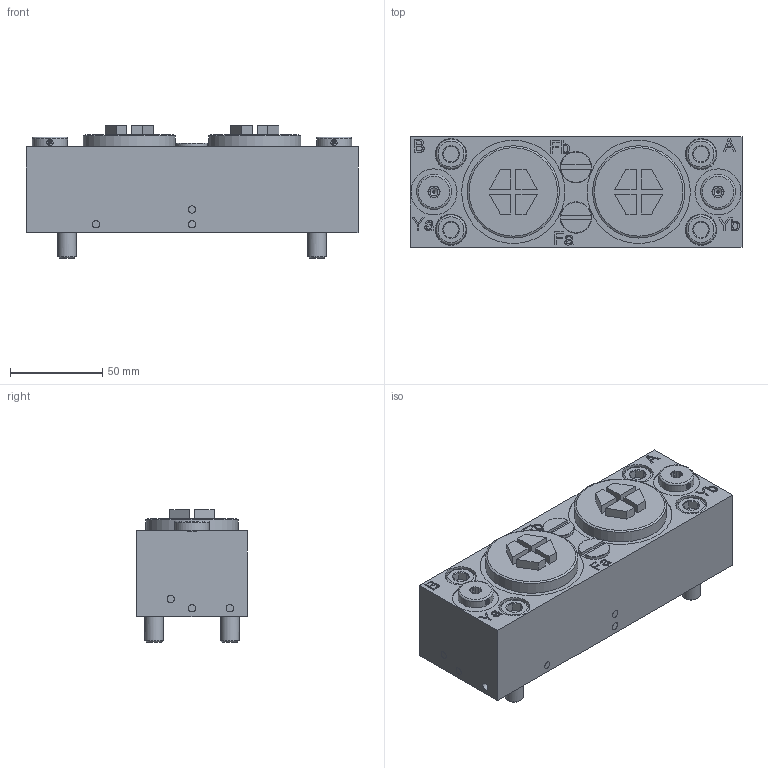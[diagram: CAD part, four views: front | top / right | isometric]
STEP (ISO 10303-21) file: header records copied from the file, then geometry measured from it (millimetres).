
FILE_DESCRIPTION(/* description */ ('Unknown'),/* implementation_level */ '2;1');
FILE_NAME(/* name */ 'AP-2230-545_STEP',/* time_stamp */ '2022-01-06T08:04:49+01:00',/* author */ ('Unknown'),/* organization */ ('Unknown'),/* preprocessor_version */ 'ST-DEVELOPER v16.7',/* originating_system */ 'DEX',/* authorisation */ $);
FILE_SCHEMA (('AUTOMOTIVE_DESIGN {1 0 10303 214 3 1 1}'));
Length unit declared in the file: millimetre
Products named in the file (27): 1435641_ANSCHLUSSBLOCK 22BFY_000195473; 1444768_AUFBAUPLATTE AP22TWIN - BFY_000195467_oa_0; 1441595_DBV GEHAEUSE_000195466_oa_1; 1441595_DBV GEHAEUSE_000195466_oa_2; 1243072_Ventilkegel_000191018_oa_3; 1243072_Ventilkegel_000191018_oa_4; 1243074_Überdruckventilfeder_000191019_oa_5; 1243074_Überdruckventilfeder_000191019_oa_6; 1441594_Dichtung_000189054_oa_7; 1441594_Dichtung_000189054_oa_8; 1441690_STOPFEN DBV M15X1_000200220_oa_9; 1441690_STOPFEN DBV M15X1_000200220_oa_10; Schraube  AAA 1097 Screw_DIN_912_M10x50_12.9_oa_11; Schraube  AAA 1097 Screw_DIN_912_M10x50_12.9_oa_12; Schraube  AAA 1097 Screw_DIN_912_M10x50_12.9_oa_13; Schraube  AAA 1097 Screw_DIN_912_M10x50_12.9_oa_14; 1441720_KUNSTSTOFF SCHRAUBSTOPFEN_000195468_oa_15; 1441720_KUNSTSTOFF SCHRAUBSTOPFEN_000195468_oa_16; 1441691_O-RING_000194657; 1432918_Verschluss-Stopfen für Einschraublöcher_000118734_oa_17; 1432918_Verschluss-Stopfen für Einschraublöcher_000118734_oa_18; SK 550- 040 4,0; SK 550- 040 4,0_oa_19; SK 550- 040 4,0_oa_20; Teil  AAB 4069_oa_21; SK 550- 040 4,0_oa_22; Teil  AAB 4069_oa_23
Assembly tree (29 placements, depth 2):
  1435641_ANSCHLUSSBLOCK 22BFY_000195473
    1444768_AUFBAUPLATTE AP22TWIN - BFY_000195467_oa_0
    1441595_DBV GEHAEUSE_000195466_oa_1
    1441595_DBV GEHAEUSE_000195466_oa_2
    1243072_Ventilkegel_000191018_oa_3
    1243072_Ventilkegel_000191018_oa_4
    1243074_Überdruckventilfeder_000191019_oa_5
    1243074_Überdruckventilfeder_000191019_oa_6
    1441594_Dichtung_000189054_oa_7
    1441594_Dichtung_000189054_oa_8
    1441690_STOPFEN DBV M15X1_000200220_oa_9
    1441690_STOPFEN DBV M15X1_000200220_oa_10
    Schraube  AAA 1097 Screw_DIN_912_M10x50_12.9_oa_11
    Schraube  AAA 1097 Screw_DIN_912_M10x50_12.9_oa_12
    Schraube  AAA 1097 Screw_DIN_912_M10x50_12.9_oa_13
    Schraube  AAA 1097 Screw_DIN_912_M10x50_12.9_oa_14
    1441720_KUNSTSTOFF SCHRAUBSTOPFEN_000195468_oa_15
    1441720_KUNSTSTOFF SCHRAUBSTOPFEN_000195468_oa_16
    1441691_O-RING_000194657  x2
    1432918_Verschluss-Stopfen für Einschraublöcher_000118734_oa_17
    1432918_Verschluss-Stopfen für Einschraublöcher_000118734_oa_18
    SK 550- 040 4,0  x3
    SK 550- 040 4,0_oa_19
    SK 550- 040 4,0_oa_20
    Teil  AAB 4069_oa_21
    SK 550- 040 4,0_oa_22
    Teil  AAB 4069_oa_23
Bounding box: 180 x 60 x 72 mm (x, y, z)
Volume: 198551.2 mm3; surface area: 106218.1 mm2
Topology: 29 solids, 29 shells, 632 faces, 1580 edges, 1045 vertices
Faces by surface type: plane 407, cylinder 120, cone 63, bspline 24, torus 18
Full cylindrical faces by diameter (mm): 2.5 x2, 3.36 x2, 4 x16, 6.2 x2, 10 x4, 10.5 x4, 11.2 x2, 11.445 x2, 13.157 x2, 13.917 x2, 15 x4, 15.1 x2, 16 x4, 17 x6, 19 x2, 22 x2, 25 x2, 35.2 x2, 38.952 x2, 41.7 x2, 50 x2, 56 x2
Entity records: 23361 total; most frequent: CARTESIAN_POINT 5212, ORIENTED_EDGE 2796, DIRECTION 2727, EDGE_CURVE 1398, VERTEX_POINT 986, AXIS2_PLACEMENT_3D 981, FACE_BOUND 842, EDGE_LOOP 835
